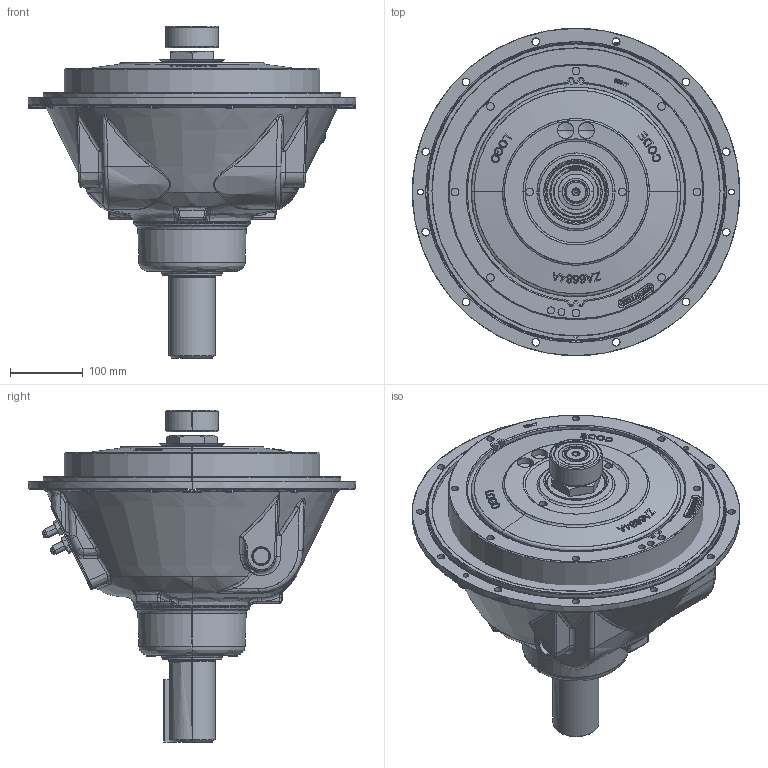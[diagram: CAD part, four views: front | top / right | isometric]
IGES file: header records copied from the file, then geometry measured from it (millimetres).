
Start section: SolidWorks IGES file using analytic representation for surfaces
Global section: file name: 1028710E.IGS; native system: SolidWorks 2010; preprocessor: SolidWorks 2010; author: josephl; date: 141212.112246; units: millimetre
Bounding box: 450.85 x 450.85 x 457.2 mm (x, y, z)
Surface area: 868588.7 mm2 (no closed solid volume)
Topology: 0 solids, 0 shells, 1198 faces, 20746 edges, 20690 vertices
Faces by surface type: bspline 808, revolution 390
